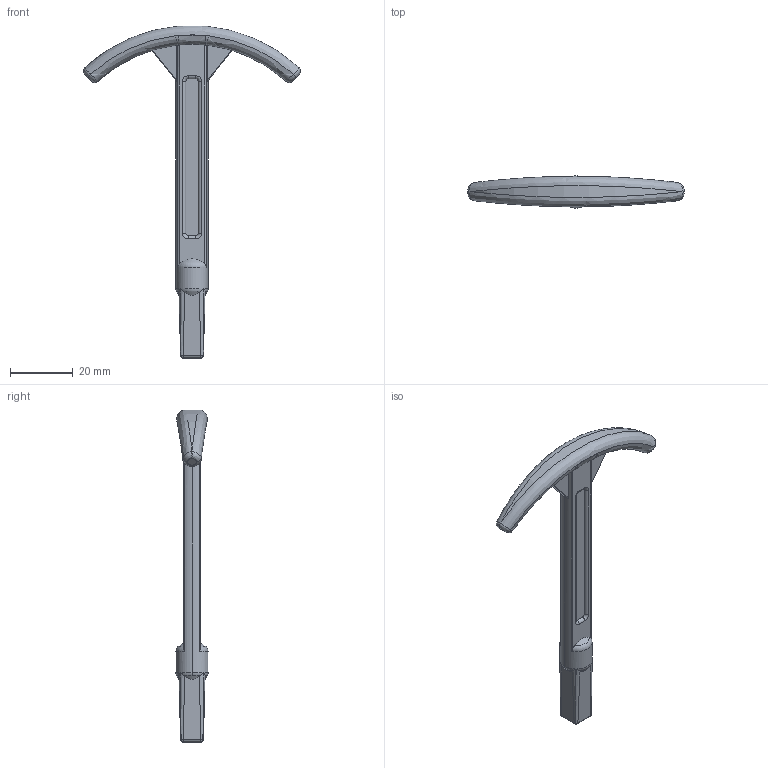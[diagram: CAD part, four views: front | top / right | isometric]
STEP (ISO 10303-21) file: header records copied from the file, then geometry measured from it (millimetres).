
FILE_DESCRIPTION (( 'STEP AP214' ), '1' );
FILE_NAME ('03149-Square Key 100mm for #3167 Cam Lock.STEP', '2025-01-16T01:37:19', ( '' ), ( '' ), 'SwSTEP 2.0', 'SolidWorks 2024', '' );
FILE_SCHEMA (( 'AUTOMOTIVE_DESIGN' ));
Length unit declared in the file: millimetre
Products named in the file (1): 03149-Square Key 100mm for #3167 Cam Lock
Bounding box: 69.19 x 10.23 x 105.85 mm (x, y, z)
Volume: 8540.8 mm3; surface area: 4916.7 mm2
Topology: 1 solids, 1 shells, 112 faces, 287 edges, 179 vertices
Faces by surface type: bspline 44, cylinder 29, plane 17, torus 15, cone 7
Entity records: 5701 total; most frequent: CARTESIAN_POINT 3403, ORIENTED_EDGE 574, DIRECTION 349, EDGE_CURVE 287, VERTEX_POINT 179, AXIS2_PLACEMENT_3D 148, B_SPLINE_CURVE_WITH_KNOTS 133, EDGE_LOOP 114
